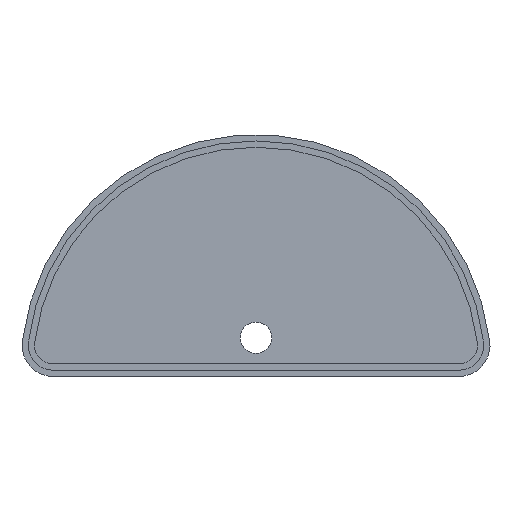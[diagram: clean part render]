
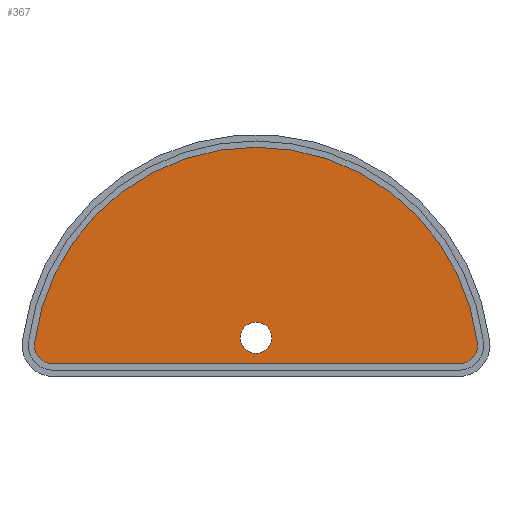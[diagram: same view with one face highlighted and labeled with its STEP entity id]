
A CAD part, front view. The second image highlights one B-rep face of the part: STEP entity #367.
In plain terms, the highlighted planar face has unit normal (0, -1, 0).
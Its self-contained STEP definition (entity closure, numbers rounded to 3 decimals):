
#25 = DIRECTION ( 'NONE',  ( 0., 0., -1. ) ) ;
#27 = CARTESIAN_POINT ( 'NONE',  ( -129.012, 0., 4. ) ) ;
#76 = DIRECTION ( 'NONE',  ( 0., -1., 0. ) ) ;
#78 = CIRCLE ( 'NONE', #633, 12. ) ;
#91 = AXIS2_PLACEMENT_3D ( 'NONE', #363, #307, #544 ) ;
#96 = EDGE_LOOP ( 'NONE', ( #389, #502, #124, #105, #501 ) ) ;
#97 = DIRECTION ( 'NONE',  ( 0., 0., -1. ) ) ;
#105 = ORIENTED_EDGE ( 'NONE', *, *, #222, .T. ) ;
#124 = ORIENTED_EDGE ( 'NONE', *, *, #172, .T. ) ;
#136 = CARTESIAN_POINT ( 'NONE',  ( 0., 0., 0. ) ) ;
#154 = CIRCLE ( 'NONE', #336, 10. ) ;
#157 = VERTEX_POINT ( 'NONE', #252 ) ;
#166 = AXIS2_PLACEMENT_3D ( 'NONE', #708, #578, #774 ) ;
#172 = EDGE_CURVE ( 'NONE', #438, #329, #386, .T. ) ;
#212 = VERTEX_POINT ( 'NONE', #696 ) ;
#217 = EDGE_CURVE ( 'NONE', #593, #212, #741, .T. ) ;
#220 = FACE_OUTER_BOUND ( 'NONE', #96, .T. ) ;
#222 = EDGE_CURVE ( 'NONE', #329, #273, #306, .T. ) ;
#224 = DIRECTION ( 'NONE',  ( 0., -1., 0. ) ) ;
#236 = CARTESIAN_POINT ( 'NONE',  ( 140.92, 0., 17.477 ) ) ;
#242 = AXIS2_PLACEMENT_3D ( 'NONE', #136, #688, #25 ) ;
#246 = DIRECTION ( 'NONE',  ( 0., 0., -1. ) ) ;
#252 = CARTESIAN_POINT ( 'NONE',  ( 0., 0., 10.637 ) ) ;
#265 = CARTESIAN_POINT ( 'NONE',  ( -129.012, 0., 16. ) ) ;
#273 = VERTEX_POINT ( 'NONE', #503 ) ;
#281 = PLANE ( 'NONE',  #166 ) ;
#289 = CARTESIAN_POINT ( 'NONE',  ( 129.012, 0., 16. ) ) ;
#292 = AXIS2_PLACEMENT_3D ( 'NONE', #547, #611, #246 ) ;
#306 = LINE ( 'NONE', #757, #488 ) ;
#307 = DIRECTION ( 'NONE',  ( 0., -1., 0. ) ) ;
#329 = VERTEX_POINT ( 'NONE', #27 ) ;
#331 = DIRECTION ( 'NONE',  ( 1., 0., 0. ) ) ;
#336 = AXIS2_PLACEMENT_3D ( 'NONE', #412, #224, #97 ) ;
#363 = CARTESIAN_POINT ( 'NONE',  ( 0., 0., 20.637 ) ) ;
#367 = ADVANCED_FACE ( 'NONE', ( #588, #220 ), #281, .F. ) ;
#372 = VERTEX_POINT ( 'NONE', #637 ) ;
#386 = CIRCLE ( 'NONE', #664, 12. ) ;
#389 = ORIENTED_EDGE ( 'NONE', *, *, #217, .T. ) ;
#391 = ORIENTED_EDGE ( 'NONE', *, *, #460, .F. ) ;
#410 = DIRECTION ( 'NONE',  ( 0., 0., -1. ) ) ;
#412 = CARTESIAN_POINT ( 'NONE',  ( 0., 0., 20.637 ) ) ;
#419 = ORIENTED_EDGE ( 'NONE', *, *, #500, .F. ) ;
#438 = VERTEX_POINT ( 'NONE', #592 ) ;
#460 = EDGE_CURVE ( 'NONE', #372, #157, #154, .T. ) ;
#472 = EDGE_CURVE ( 'NONE', #273, #593, #78, .T. ) ;
#488 = VECTOR ( 'NONE', #331, 1000. ) ;
#497 = CIRCLE ( 'NONE', #292, 142. ) ;
#500 = EDGE_CURVE ( 'NONE', #157, #372, #537, .T. ) ;
#501 = ORIENTED_EDGE ( 'NONE', *, *, #472, .T. ) ;
#502 = ORIENTED_EDGE ( 'NONE', *, *, #749, .T. ) ;
#503 = CARTESIAN_POINT ( 'NONE',  ( 129.012, 0., 4. ) ) ;
#523 = EDGE_LOOP ( 'NONE', ( #419, #391 ) ) ;
#537 = CIRCLE ( 'NONE', #91, 10. ) ;
#544 = DIRECTION ( 'NONE',  ( 0., 0., -1. ) ) ;
#547 = CARTESIAN_POINT ( 'NONE',  ( 0., 0., 0. ) ) ;
#578 = DIRECTION ( 'NONE',  ( 0., 1., 0. ) ) ;
#588 = FACE_BOUND ( 'NONE', #523, .T. ) ;
#592 = CARTESIAN_POINT ( 'NONE',  ( -140.92, 0., 17.477 ) ) ;
#593 = VERTEX_POINT ( 'NONE', #236 ) ;
#611 = DIRECTION ( 'NONE',  ( 0., -1., 0. ) ) ;
#620 = DIRECTION ( 'NONE',  ( 0., 0., -1. ) ) ;
#633 = AXIS2_PLACEMENT_3D ( 'NONE', #289, #783, #410 ) ;
#637 = CARTESIAN_POINT ( 'NONE',  ( 0., 0., 30.637 ) ) ;
#664 = AXIS2_PLACEMENT_3D ( 'NONE', #265, #76, #620 ) ;
#688 = DIRECTION ( 'NONE',  ( 0., -1., 0. ) ) ;
#696 = CARTESIAN_POINT ( 'NONE',  ( 0., 0., 142. ) ) ;
#708 = CARTESIAN_POINT ( 'NONE',  ( -129.012, 0., 16. ) ) ;
#741 = CIRCLE ( 'NONE', #242, 142. ) ;
#749 = EDGE_CURVE ( 'NONE', #212, #438, #497, .T. ) ;
#757 = CARTESIAN_POINT ( 'NONE',  ( -129.012, 0., 4. ) ) ;
#774 = DIRECTION ( 'NONE',  ( 0., 0., 1. ) ) ;
#783 = DIRECTION ( 'NONE',  ( 0., -1., 0. ) ) ;
